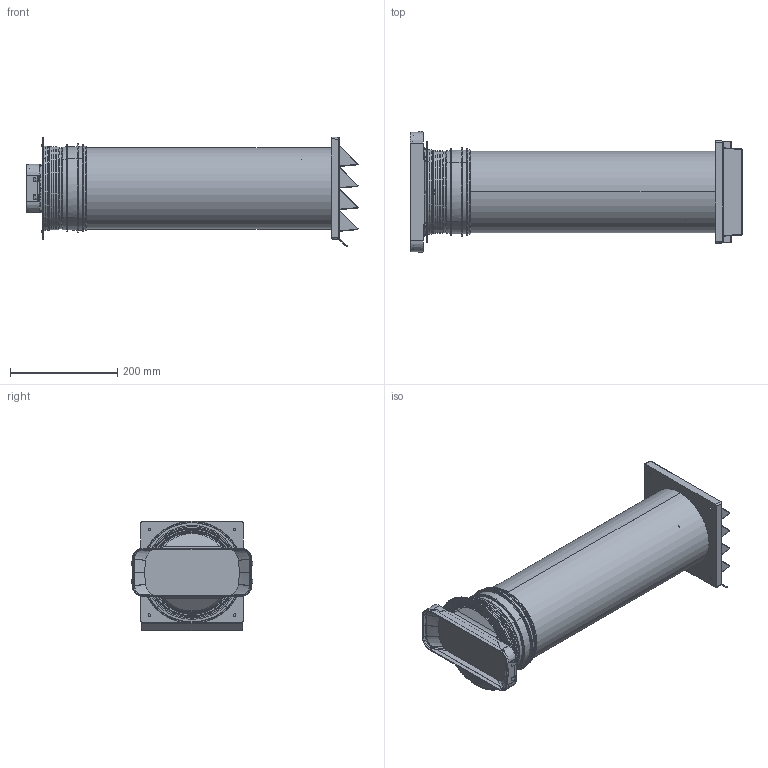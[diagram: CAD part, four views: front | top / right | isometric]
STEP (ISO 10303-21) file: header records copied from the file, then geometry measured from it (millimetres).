
FILE_DESCRIPTION(('STEP AP214'),'1');
FILE_NAME('4051071_V P-K-Klima-flow 150 anthrazit.STP','2023-08-14T10:42:34',(' '),(' '),'Spatial InterOp 3D',' ',' ');
FILE_SCHEMA(('AUTOMOTIVE_DESIGN { 1 0 10303 214 1 1 1 1 }'));
Length unit declared in the file: millimetre
Products named in the file (9): ASSEM1; 4051071_V P-K-Klima-flow 150 anthrazit
Assembly tree (8 placements, depth 3):
  4051071_V P-K-Klima-flow 150 anthrazit
    (unnamed)
      ASSEM1
    (unnamed)
      ASSEM1
    (unnamed)
      ASSEM1
    (unnamed)
      ASSEM1
Bounding box: 618.02 x 227 x 203.59 mm (x, y, z)
Volume: 2838016 mm3; surface area: 918366.5 mm2
Topology: 4 solids, 4 shells, 1343 faces, 3411 edges, 2093 vertices
Faces by surface type: cylinder 339, revolution 310, plane 304, torus 160, bspline 140, cone 68, sphere 22
Entity records: 56449 total; most frequent: CARTESIAN_POINT 26056, ORIENTED_EDGE 6782, DIRECTION 5429, EDGE_CURVE 3391, VERTEX_POINT 2093, AXIS2_PLACEMENT_3D 2061, B_SPLINE_CURVE_WITH_KNOTS 1545, EDGE_LOOP 1382
